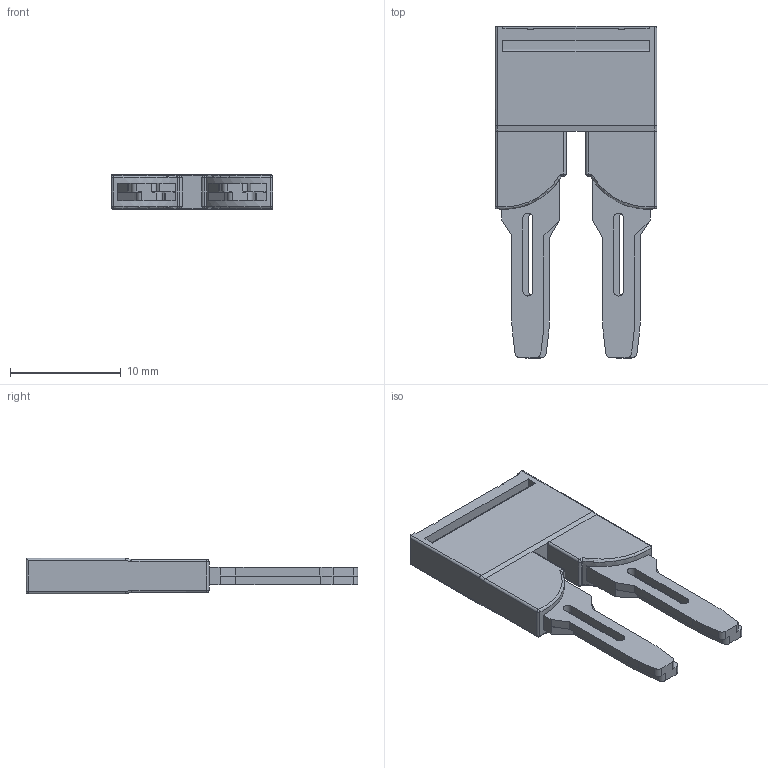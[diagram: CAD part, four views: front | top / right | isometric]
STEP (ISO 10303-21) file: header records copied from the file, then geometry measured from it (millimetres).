
FILE_DESCRIPTION(/* description */ (''),/* implementation_level */ '2;1');
FILE_NAME(/* name */ 'TJA8.2-2.stp',/* time_stamp */ '2021-12-28T08:45:29+08:00',/* author */ (''),/* organization */ (''),/* preprocessor_version */ 'ST-DEVELOPER v16.7',/* originating_system */ 'SIEMENS PLM Software NX 12.0',/* authorisation */ '');
FILE_SCHEMA (('AP203_CONFIGURATION_CONTROLLED_3D_DESIGN_OF_MECHANICAL_PARTS_AND_ASSEMBLIES_MIM_LF { 1 0 10303 403 2 1 2}'));
Length unit declared in the file: millimetre
Products named in the file (1): TJA8.2-10_stp
Bounding box: 14.6 x 30 x 3.2 mm (x, y, z)
Volume: 776.7 mm3; surface area: 1032.9 mm2
Topology: 1 solids, 1 shells, 157 faces, 407 edges, 246 vertices
Faces by surface type: plane 88, cylinder 55, sphere 10, torus 4
Entity records: 4854 total; most frequent: CARTESIAN_POINT 873, DIRECTION 825, ORIENTED_EDGE 794, EDGE_CURVE 397, LINE 277, VECTOR 277, AXIS2_PLACEMENT_3D 274, VERTEX_POINT 246
